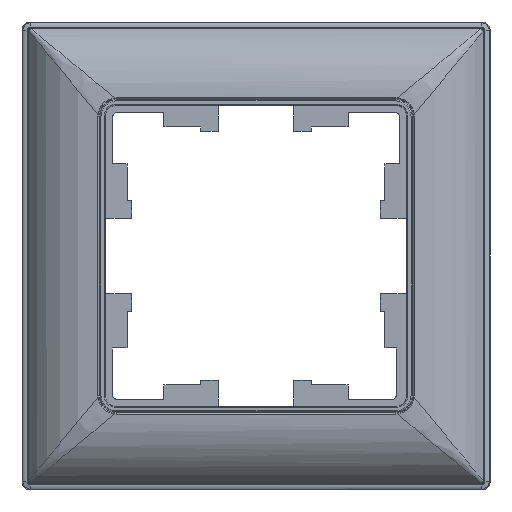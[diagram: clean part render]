
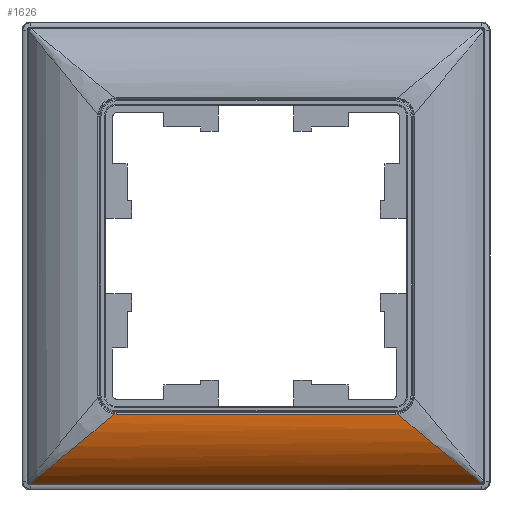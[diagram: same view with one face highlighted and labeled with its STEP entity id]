
A CAD part, top view. The second image highlights one B-rep face of the part: STEP entity #1626.
In plain terms, the highlighted cylindrical face has radius 15.505 mm (diameter 31.011 mm), a partial arc.
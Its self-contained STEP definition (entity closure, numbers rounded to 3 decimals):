
#541 = CARTESIAN_POINT ( 'NONE',  ( -258.552, -241.998, -0.431 ) ) ;
#824 = CARTESIAN_POINT ( 'NONE',  ( -268.257, -233.996, 5.199 ) ) ;
#1626 = ADVANCED_FACE ( 'NONE', ( #9580 ), #6784, .T. ) ;
#1675 = CARTESIAN_POINT ( 'NONE',  ( -326.546, -229.711, 5.878 ) ) ;
#1977 = CARTESIAN_POINT ( 'NONE',  ( -326.335, -229.725, 5.877 ) ) ;
#2011 = EDGE_CURVE ( 'NONE', #12358, #14013, #10748, .T. ) ;
#2381 = CARTESIAN_POINT ( 'NONE',  ( -265.06, -236.631, 4.116 ) ) ;
#2408 = ORIENTED_EDGE ( 'NONE', *, *, #2808, .T. ) ;
#2478 = CARTESIAN_POINT ( 'NONE',  ( -266.296, -235.613, 4.615 ) ) ;
#2719 = CARTESIAN_POINT ( 'NONE',  ( -327.899, -230.826, 5.859 ) ) ;
#2746 = CARTESIAN_POINT ( 'NONE',  ( -344., -229.725, 5.877 ) ) ;
#2794 = CARTESIAN_POINT ( 'NONE',  ( -269.207, -233.212, 5.416 ) ) ;
#2808 = EDGE_CURVE ( 'NONE', #14013, #4624, #6296, .T. ) ;
#2898 = CARTESIAN_POINT ( 'NONE',  ( -268.882, -233.48, 5.347 ) ) ;
#3060 = LINE ( 'NONE', #2746, #18688 ) ;
#3210 = CARTESIAN_POINT ( 'NONE',  ( -273.559, -229.72, 5.877 ) ) ;
#3498 = DIRECTION ( 'NONE',  ( 1., 0., 0. ) ) ;
#3747 = CARTESIAN_POINT ( 'NONE',  ( -265.022, -236.663, 4.1 ) ) ;
#4122 = B_SPLINE_CURVE_WITH_KNOTS ( 'NONE', 3,
 ( #19364, #1977, #4768, #1675 ),
 .UNSPECIFIED., .F., .F.,
 ( 4, 4 ),
 ( 0., 1. ),
 .UNSPECIFIED. ) ;
#4134 = CARTESIAN_POINT ( 'NONE',  ( -270.283, -232.327, 5.622 ) ) ;
#4259 = CARTESIAN_POINT ( 'NONE',  ( -336.904, -238.251, 3.193 ) ) ;
#4624 = VERTEX_POINT ( 'NONE', #6546 ) ;
#4768 = CARTESIAN_POINT ( 'NONE',  ( -326.441, -229.72, 5.877 ) ) ;
#5025 = CARTESIAN_POINT ( 'NONE',  ( -344., -229.45, -9.626 ) ) ;
#5283 = CARTESIAN_POINT ( 'NONE',  ( -264.711, -236.92, 3.962 ) ) ;
#5471 = CARTESIAN_POINT ( 'NONE',  ( -264.068, -237.451, 3.657 ) ) ;
#5566 = CARTESIAN_POINT ( 'NONE',  ( -272.513, -230.487, 5.864 ) ) ;
#5671 = CARTESIAN_POINT ( 'NONE',  ( -269.697, -232.808, 5.517 ) ) ;
#5800 = CARTESIAN_POINT ( 'NONE',  ( -340.678, -241.363, 0.382 ) ) ;
#5986 = CARTESIAN_POINT ( 'NONE',  ( -257.754, -242.656, -1.5 ) ) ;
#6042 = DIRECTION ( 'NONE',  ( -1., 0., 0. ) ) ;
#6296 = B_SPLINE_CURVE_WITH_KNOTS ( 'NONE', 3,
 ( #8034, #3210, #9489, #19043 ),
 .UNSPECIFIED., .F., .F.,
 ( 4, 4 ),
 ( 0., 1. ),
 .UNSPECIFIED. ) ;
#6335 = VERTEX_POINT ( 'NONE', #9337 ) ;
#6348 = EDGE_CURVE ( 'NONE', #4624, #15485, #3060, .T. ) ;
#6546 = CARTESIAN_POINT ( 'NONE',  ( -273.77, -229.725, 5.877 ) ) ;
#6784 = CYLINDRICAL_SURFACE ( 'NONE', #12572, 15.505 ) ;
#6839 = CARTESIAN_POINT ( 'NONE',  ( -263.122, -238.233, 3.158 ) ) ;
#7308 = CARTESIAN_POINT ( 'NONE',  ( -269.186, -233.23, 5.412 ) ) ;
#7544 = B_SPLINE_CURVE_WITH_KNOTS ( 'NONE', 3,
 ( #15316, #19990, #5800, #18445, #4259, #10551, #16864, #2719, #16970 ),
 .UNSPECIFIED., .F., .F.,
 ( 4, 1, 1, 1, 1, 1, 4 ),
 ( 0., 0.123, 0.251, 0.379, 0.507, 0.763, 1. ),
 .UNSPECIFIED. ) ;
#8018 = DIRECTION ( 'NONE',  ( 0., -1., 0. ) ) ;
#8034 = CARTESIAN_POINT ( 'NONE',  ( -273.454, -229.711, 5.878 ) ) ;
#8090 = EDGE_CURVE ( 'NONE', #15485, #6335, #4122, .T. ) ;
#8358 = CARTESIAN_POINT ( 'NONE',  ( -257.754, -242.656, -1.5 ) ) ;
#8369 = ORIENTED_EDGE ( 'NONE', *, *, #6348, .T. ) ;
#9194 = ORIENTED_EDGE ( 'NONE', *, *, #8090, .T. ) ;
#9337 = CARTESIAN_POINT ( 'NONE',  ( -326.546, -229.711, 5.878 ) ) ;
#9489 = CARTESIAN_POINT ( 'NONE',  ( -273.665, -229.725, 5.877 ) ) ;
#9580 = FACE_OUTER_BOUND ( 'NONE', #20121, .T. ) ;
#9611 = VERTEX_POINT ( 'NONE', #13698 ) ;
#9948 = ORIENTED_EDGE ( 'NONE', *, *, #16135, .F. ) ;
#10029 = CARTESIAN_POINT ( 'NONE',  ( -265.054, -236.637, 4.114 ) ) ;
#10220 = CARTESIAN_POINT ( 'NONE',  ( -265.044, -236.645, 4.109 ) ) ;
#10315 = CARTESIAN_POINT ( 'NONE',  ( -269.055, -233.338, 5.385 ) ) ;
#10551 = CARTESIAN_POINT ( 'NONE',  ( -334.172, -235.998, 4.532 ) ) ;
#10748 = B_SPLINE_CURVE_WITH_KNOTS ( 'NONE', 3,
 ( #8358, #541, #18116, #19661, #14901, #6839, #13151, #5471, #19468, #5283, #11597, #17911, #3747, #10220, #10029, #2381, #16337, #12958, #2478, #13636, #13445, #824, #18311, #2898, #10315, #13742, #7308, #2794, #15192, #18212, #15086, #5671, #4134, #19766, #5566, #14989 ),
 .UNSPECIFIED., .F., .F.,
 ( 4, 2, 2, 2, 1, 1, 1, 1, 1, 1, 2, 2, 2, 2, 1, 1, 1, 1, 1, 1, 2, 2, 2, 4 ),
 ( 0., 0.25, 0.375, 0.438, 0.469, 0.484, 0.492, 0.496, 0.498, 0.499, 0.5, 0.5, 0.625, 0.688, 0.719, 0.734, 0.742, 0.746, 0.748, 0.749, 0.75, 0.75, 0.875, 1. ),
 .UNSPECIFIED. ) ;
#11597 = CARTESIAN_POINT ( 'NONE',  ( -264.888, -236.774, 4.041 ) ) ;
#12358 = VERTEX_POINT ( 'NONE', #5986 ) ;
#12572 = AXIS2_PLACEMENT_3D ( 'NONE', #5025, #3498, #8018 ) ;
#12958 = CARTESIAN_POINT ( 'NONE',  ( -265.655, -236.141, 4.372 ) ) ;
#13074 = ORIENTED_EDGE ( 'NONE', *, *, #13236, .T. ) ;
#13151 = CARTESIAN_POINT ( 'NONE',  ( -263.493, -237.926, 3.363 ) ) ;
#13176 = LINE ( 'NONE', #19501, #13313 ) ;
#13236 = EDGE_CURVE ( 'NONE', #9611, #12358, #13176, .T. ) ;
#13313 = VECTOR ( 'NONE', #14628, 1000. ) ;
#13445 = CARTESIAN_POINT ( 'NONE',  ( -267.697, -234.458, 5.052 ) ) ;
#13636 = CARTESIAN_POINT ( 'NONE',  ( -267.337, -234.755, 4.947 ) ) ;
#13698 = CARTESIAN_POINT ( 'NONE',  ( -342.246, -242.656, -1.5 ) ) ;
#13742 = CARTESIAN_POINT ( 'NONE',  ( -269.142, -233.266, 5.403 ) ) ;
#13816 = ORIENTED_EDGE ( 'NONE', *, *, #2011, .T. ) ;
#14013 = VERTEX_POINT ( 'NONE', #20021 ) ;
#14628 = DIRECTION ( 'NONE',  ( 1., 0., 0. ) ) ;
#14901 = CARTESIAN_POINT ( 'NONE',  ( -262.05, -239.119, 2.518 ) ) ;
#14989 = CARTESIAN_POINT ( 'NONE',  ( -273.454, -229.711, 5.878 ) ) ;
#15086 = CARTESIAN_POINT ( 'NONE',  ( -269.227, -233.195, 5.421 ) ) ;
#15192 = CARTESIAN_POINT ( 'NONE',  ( -269.217, -233.204, 5.418 ) ) ;
#15316 = CARTESIAN_POINT ( 'NONE',  ( -342.246, -242.656, -1.5 ) ) ;
#15485 = VERTEX_POINT ( 'NONE', #19028 ) ;
#16135 = EDGE_CURVE ( 'NONE', #9611, #6335, #7544, .T. ) ;
#16337 = CARTESIAN_POINT ( 'NONE',  ( -265.064, -236.628, 4.118 ) ) ;
#16864 = CARTESIAN_POINT ( 'NONE',  ( -330.709, -233.143, 5.571 ) ) ;
#16970 = CARTESIAN_POINT ( 'NONE',  ( -326.546, -229.711, 5.878 ) ) ;
#17911 = CARTESIAN_POINT ( 'NONE',  ( -264.977, -236.7, 4.08 ) ) ;
#18116 = CARTESIAN_POINT ( 'NONE',  ( -259.56, -241.173, 0.617 ) ) ;
#18212 = CARTESIAN_POINT ( 'NONE',  ( -269.223, -233.199, 5.42 ) ) ;
#18311 = CARTESIAN_POINT ( 'NONE',  ( -268.541, -233.761, 5.27 ) ) ;
#18445 = CARTESIAN_POINT ( 'NONE',  ( -338.863, -239.866, 1.923 ) ) ;
#18688 = VECTOR ( 'NONE', #6042, 1000. ) ;
#19028 = CARTESIAN_POINT ( 'NONE',  ( -326.23, -229.725, 5.877 ) ) ;
#19043 = CARTESIAN_POINT ( 'NONE',  ( -273.77, -229.725, 5.877 ) ) ;
#19364 = CARTESIAN_POINT ( 'NONE',  ( -326.23, -229.725, 5.877 ) ) ;
#19468 = CARTESIAN_POINT ( 'NONE',  ( -264.361, -237.209, 3.801 ) ) ;
#19501 = CARTESIAN_POINT ( 'NONE',  ( -344., -242.656, -1.5 ) ) ;
#19661 = CARTESIAN_POINT ( 'NONE',  ( -261.388, -239.666, 2.059 ) ) ;
#19766 = CARTESIAN_POINT ( 'NONE',  ( -271.691, -231.166, 5.796 ) ) ;
#19990 = CARTESIAN_POINT ( 'NONE',  ( -341.757, -242.252, -0.845 ) ) ;
#20021 = CARTESIAN_POINT ( 'NONE',  ( -273.454, -229.711, 5.878 ) ) ;
#20121 = EDGE_LOOP ( 'NONE', ( #9948, #13074, #13816, #2408, #8369, #9194 ) ) ;
